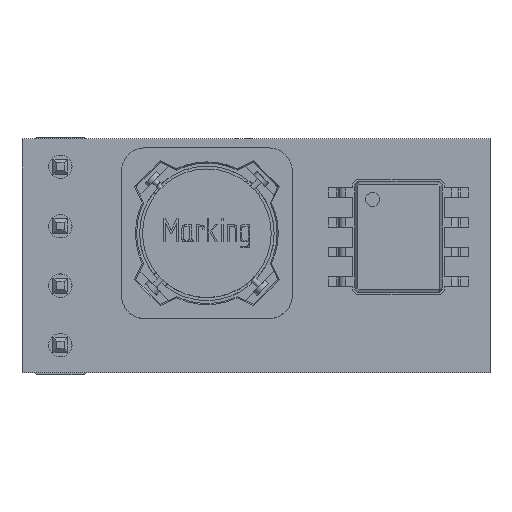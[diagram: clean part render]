
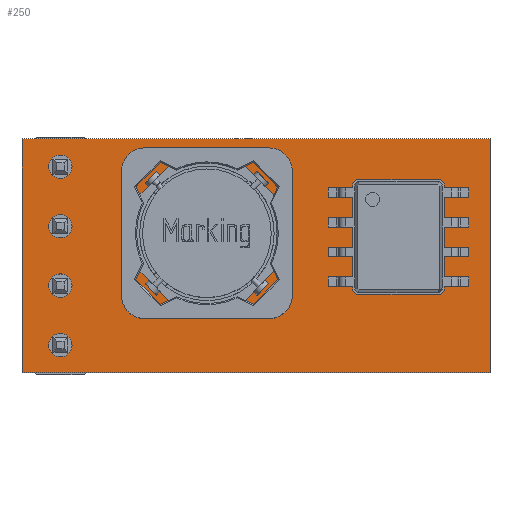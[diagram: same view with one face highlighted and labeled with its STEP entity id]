
A CAD part, top view. The second image highlights one B-rep face of the part: STEP entity #250.
In plain terms, the highlighted planar face has unit normal (0, 0, 1).
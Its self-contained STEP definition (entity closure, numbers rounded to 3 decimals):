
#42=CARTESIAN_POINT('',(92.,-83.,1.6));
#43=VERTEX_POINT('',#42);
#50=CARTESIAN_POINT('',(92.,-73.,1.6));
#51=VERTEX_POINT('',#50);
#52=CARTESIAN_POINT('',(92.,-73.,1.6));
#53=DIRECTION('',(-0.,-1.,-0.));
#54=VECTOR('',#53,10.);
#55=LINE('',#52,#54);
#56=EDGE_CURVE('',#51,#43,#55,.T.);
#81=CARTESIAN_POINT('',(112.,-73.,1.6));
#82=VERTEX_POINT('',#81);
#83=CARTESIAN_POINT('',(112.,-73.,1.6));
#84=DIRECTION('',(-1.,-0.,0.));
#85=VECTOR('',#84,20.);
#86=LINE('',#83,#85);
#87=EDGE_CURVE('',#82,#51,#86,.T.);
#111=CARTESIAN_POINT('',(112.,-83.,1.6));
#112=VERTEX_POINT('',#111);
#119=CARTESIAN_POINT('',(92.,-83.,1.6));
#120=DIRECTION('',(1.,0.,-0.));
#121=VECTOR('',#120,20.);
#122=LINE('',#119,#121);
#123=EDGE_CURVE('',#43,#112,#122,.T.);
#190=CARTESIAN_POINT('',(102.,-78.,1.6));
#191=DIRECTION('',(0.,0.,1.));
#192=DIRECTION('',(1.,0.,0.));
#193=AXIS2_PLACEMENT_3D('',#190,#191,#192);
#194=PLANE('',#193);
#195=ORIENTED_EDGE('',*,*,#56,.T.);
#196=ORIENTED_EDGE('',*,*,#123,.T.);
#197=CARTESIAN_POINT('',(112.,-83.,1.6));
#198=DIRECTION('',(0.,1.,0.));
#199=VECTOR('',#198,10.);
#200=LINE('',#197,#199);
#201=EDGE_CURVE('',#112,#82,#200,.T.);
#202=ORIENTED_EDGE('',*,*,#201,.T.);
#203=ORIENTED_EDGE('',*,*,#87,.T.);
#204=EDGE_LOOP('',(#195,#196,#202,#203));
#205=FACE_BOUND('',#204,.T.);
#206=CARTESIAN_POINT('',(94.14,-81.81,1.6));
#207=VERTEX_POINT('',#206);
#208=CARTESIAN_POINT('',(93.64,-81.81,1.6));
#209=DIRECTION('',(0.,0.,1.));
#210=DIRECTION('',(1.,0.,-0.));
#211=AXIS2_PLACEMENT_3D('',#208,#209,#210);
#212=CIRCLE('',#211,0.5);
#213=EDGE_CURVE('',#207,#207,#212,.T.);
#214=ORIENTED_EDGE('',*,*,#213,.F.);
#215=EDGE_LOOP('',(#214));
#216=FACE_BOUND('',#215,.T.);
#217=CARTESIAN_POINT('',(94.14,-76.73,1.6));
#218=VERTEX_POINT('',#217);
#219=CARTESIAN_POINT('',(93.64,-76.73,1.6));
#220=DIRECTION('',(0.,0.,1.));
#221=DIRECTION('',(1.,0.,-0.));
#222=AXIS2_PLACEMENT_3D('',#219,#220,#221);
#223=CIRCLE('',#222,0.5);
#224=EDGE_CURVE('',#218,#218,#223,.T.);
#225=ORIENTED_EDGE('',*,*,#224,.F.);
#226=EDGE_LOOP('',(#225));
#227=FACE_BOUND('',#226,.T.);
#228=CARTESIAN_POINT('',(94.14,-79.27,1.6));
#229=VERTEX_POINT('',#228);
#230=CARTESIAN_POINT('',(93.64,-79.27,1.6));
#231=DIRECTION('',(0.,0.,1.));
#232=DIRECTION('',(1.,0.,-0.));
#233=AXIS2_PLACEMENT_3D('',#230,#231,#232);
#234=CIRCLE('',#233,0.5);
#235=EDGE_CURVE('',#229,#229,#234,.T.);
#236=ORIENTED_EDGE('',*,*,#235,.F.);
#237=EDGE_LOOP('',(#236));
#238=FACE_BOUND('',#237,.T.);
#239=CARTESIAN_POINT('',(94.14,-74.19,1.6));
#240=VERTEX_POINT('',#239);
#241=CARTESIAN_POINT('',(93.64,-74.19,1.6));
#242=DIRECTION('',(0.,0.,1.));
#243=DIRECTION('',(1.,0.,-0.));
#244=AXIS2_PLACEMENT_3D('',#241,#242,#243);
#245=CIRCLE('',#244,0.5);
#246=EDGE_CURVE('',#240,#240,#245,.T.);
#247=ORIENTED_EDGE('',*,*,#246,.F.);
#248=EDGE_LOOP('',(#247));
#249=FACE_BOUND('',#248,.T.);
#250=ADVANCED_FACE('',(#205,#216,#227,#238,#249),#194,.T.);
